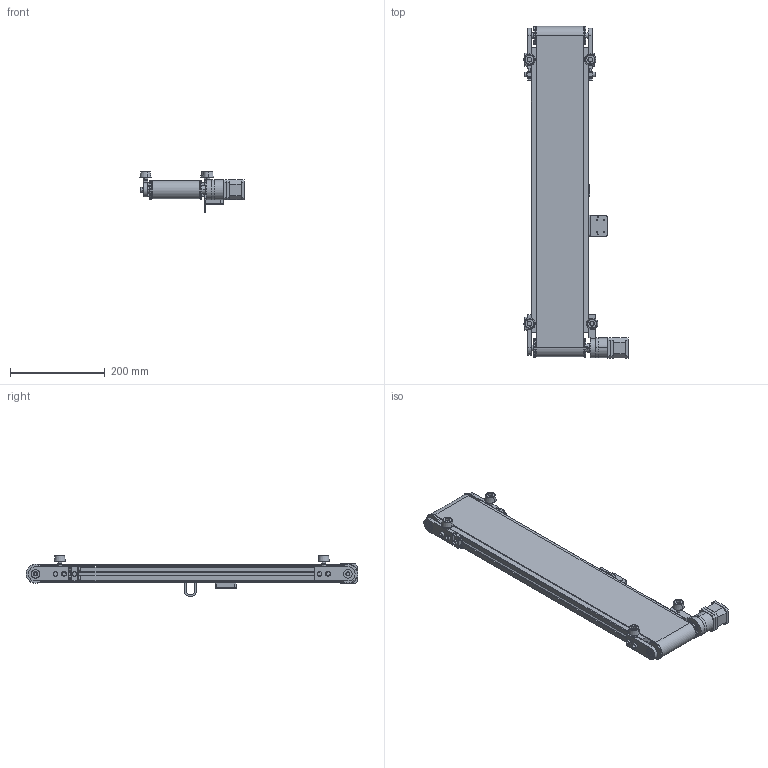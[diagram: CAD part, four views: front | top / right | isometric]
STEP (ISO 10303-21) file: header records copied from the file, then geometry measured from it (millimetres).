
FILE_DESCRIPTION((''),'2;1');
FILE_NAME('LIUSHUIXIAN_ASM','2017-09-07T',('dreamcatcher'),(''),'CREO PARAMETRIC BY PTC INC, 2014350','CREO PARAMETRIC BY PTC INC, 2014350','');
FILE_SCHEMA(('CONFIG_CONTROL_DESIGN'));
Length unit declared in the file: millimetre
Products named in the file (27): __30120_5; _____4; _______53; ______02_47; 22-8-7_4; _____35; ____11; ____67; _____6; ____58; M6-16_5; M4-20_3; ___5; XIANGJIAODIJIAO_2; M5-24_3; M5_3; DIJIAO_AF0_ASM_2_ASM; DIJIAO_AF1_ASM_2_ASM; DIJIAO_AF2_ASM_2_ASM; DIJIAO_AF3_ASM_2_ASM; LS11_26; DIANZHU_6; LS09_15; LS10_14; _______27; ____ASM_84_ASM; LIUSHUIXIAN_ASM
Assembly tree (68 placements, depth 4):
  LIUSHUIXIAN_ASM
    ____ASM_84_ASM
      __30120_5
      _____4  x13
      _______53  x2
      ______02_47
      22-8-7_4  x4
      _____35
      ____11  x2
      ____67
      _____6
      ____58
      M6-16_5  x10
      M4-20_3  x4
      ___5
      DIJIAO_AF0_ASM_2_ASM
        XIANGJIAODIJIAO_2
        M5-24_3
        M5_3  x2
      DIJIAO_AF1_ASM_2_ASM
        XIANGJIAODIJIAO_2
        M5-24_3
        M5_3  x2
      DIJIAO_AF2_ASM_2_ASM
        XIANGJIAODIJIAO_2
        M5-24_3
        M5_3  x2
      DIJIAO_AF3_ASM_2_ASM
        XIANGJIAODIJIAO_2
        M5-24_3
        M5_3  x2
      LS11_26
      DIANZHU_6
      LS09_15
      LS10_14
      _______27
Bounding box: 220 x 699.15 x 87 mm (x, y, z)
Surface area: 697357.3 mm2 (no closed solid volume)
Topology: 0 solids, 94 shells, 1264 faces, 3398 edges, 2336 vertices
Faces by surface type: plane 623, cylinder 459, torus 96, cone 86
Entity records: 19298 total; most frequent: DIRECTION 3613, CARTESIAN_POINT 3414, ORIENTED_EDGE 2916, EDGE_CURVE 1486, AXIS2_PLACEMENT_3D 1419, VERTEX_POINT 1017, VECTOR 775, LINE 775
